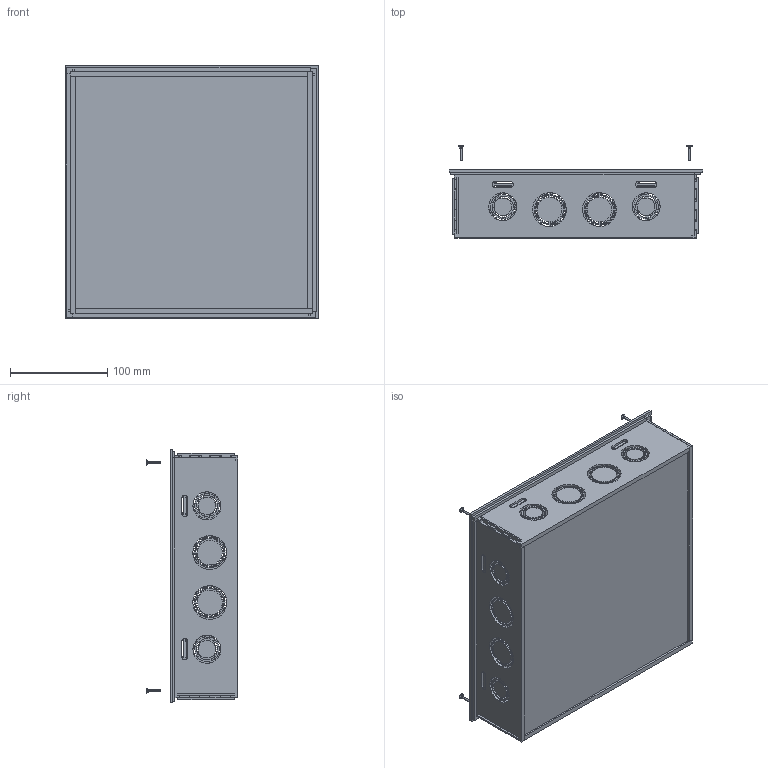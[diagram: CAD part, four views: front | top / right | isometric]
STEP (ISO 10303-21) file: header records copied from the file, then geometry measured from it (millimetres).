
FILE_DESCRIPTION (( 'STEP AP214' ), '1' );
FILE_NAME ('2003136.STP', '2016-05-10T12:05:18', ( '' ), ( '' ), 'SwSTEP 2.0', 'SolidWorks 2014', '' );
FILE_SCHEMA (( 'AUTOMOTIVE_DESIGN' ));
Length unit declared in the file: millimetre
Products named in the file (7): UP200-50_UV250D; UP200-20-15_Schraube in der box; UP300-10-15_L15; UP200-20-50_Standard; UP200-20-51_UV200K Seite; UP200-20-52_Standard; 2003136
Assembly tree (12 placements, depth 4):
  2003136
    UP200-20-15_Schraube in der box
      UP200-20-50_Standard
        UP200-20-52_Standard
        UP200-20-51_UV200K Seite  x4
      UP300-10-15_L15  x4
    UP200-50_UV250D
Bounding box: 261 x 94.2 x 261 mm (x, y, z)
Volume: 437846.4 mm3; surface area: 413532.5 mm2
Topology: 10 solids, 10 shells, 980 faces, 3172 edges, 2144 vertices
Faces by surface type: plane 624, bspline 272, cylinder 76, cone 8
Entity records: 12595 total; most frequent: CARTESIAN_POINT 5240, ORIENTED_EDGE 1712, DIRECTION 1083, EDGE_CURVE 856, VERTEX_POINT 578, LINE 529, VECTOR 529, EDGE_LOOP 338
